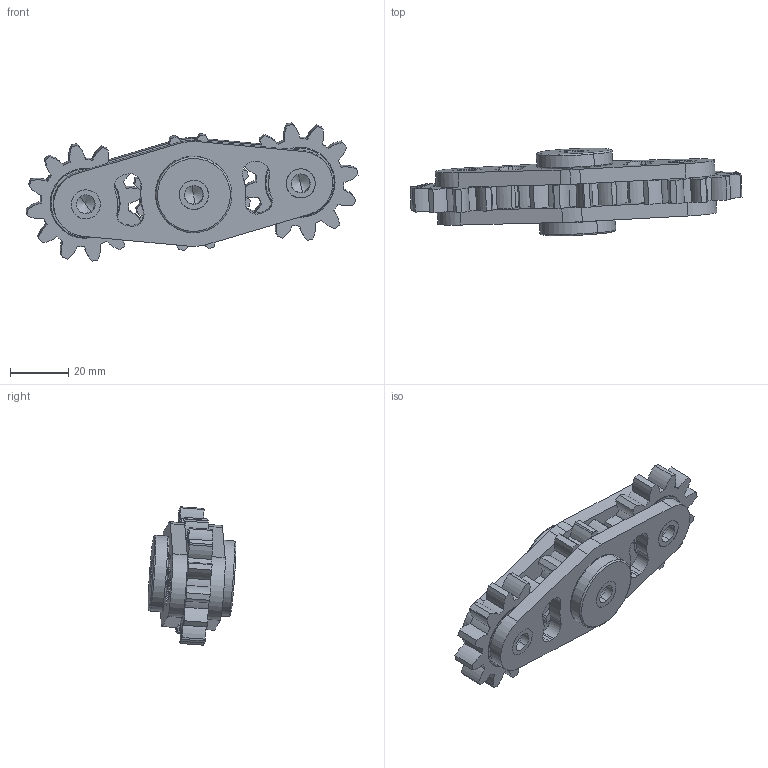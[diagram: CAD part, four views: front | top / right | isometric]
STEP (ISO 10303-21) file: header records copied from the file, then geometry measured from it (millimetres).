
FILE_DESCRIPTION (( 'STEP AP214' ), '1' );
FILE_NAME ('Gear Fidget Spinner.STEP', '2023-06-13T13:09:27', ( '' ), ( '' ), 'SwSTEP 2.0', 'SolidWorks 2022', '' );
FILE_SCHEMA (( 'AUTOMOTIVE_DESIGN' ));
Length unit declared in the file: millimetre
Products named in the file (9): angular contact ball bearing_68_iso_ISO 15 ABB - 828 - Full,DE,AC,Full_68; rivet 11_din_DIN 7341-A8x20-St-AC-18; rivet 11_din_DIN 7341-A8x30-St-AC-28; Top seal 2003091; Gear Fidget Spinner; Gear 1 2003091; instrument ball bearing_68_am_AFBMA 12.1.4.1 - 0080-24 - Full,DE,AC,Full_68; Gear 2 2003091; Top cover 2003091
Assembly tree (14 placements, depth 2):
  Gear Fidget Spinner
    Top cover 2003091  x2
    angular contact ball bearing_68_iso_ISO 15 ABB - 828 - Full,DE,AC,Full_68  x2
    Gear 2 2003091
    Gear 1 2003091  x2
    instrument ball bearing_68_am_AFBMA 12.1.4.1 - 0080-24 - Full,DE,AC,Full_68  x2
    Top seal 2003091  x2
    rivet 11_din_DIN 7341-A8x20-St-AC-18  x2
    rivet 11_din_DIN 7341-A8x30-St-AC-28
Bounding box: 113.68 x 30.04 x 47.38 mm (x, y, z)
Volume: 47721.3 mm3; surface area: 36269.2 mm2
Topology: 14 solids, 14 shells, 894 faces, 2776 edges, 1832 vertices
Faces by surface type: sphere 320, cylinder 260, torus 150, plane 128, cone 36
Entity records: 22613 total; most frequent: CARTESIAN_POINT 9131, ORIENTED_EDGE 2950, DIRECTION 2677, EDGE_CURVE 1475, AXIS2_PLACEMENT_3D 1203, VERTEX_POINT 977, CIRCLE 704, EDGE_LOOP 550
